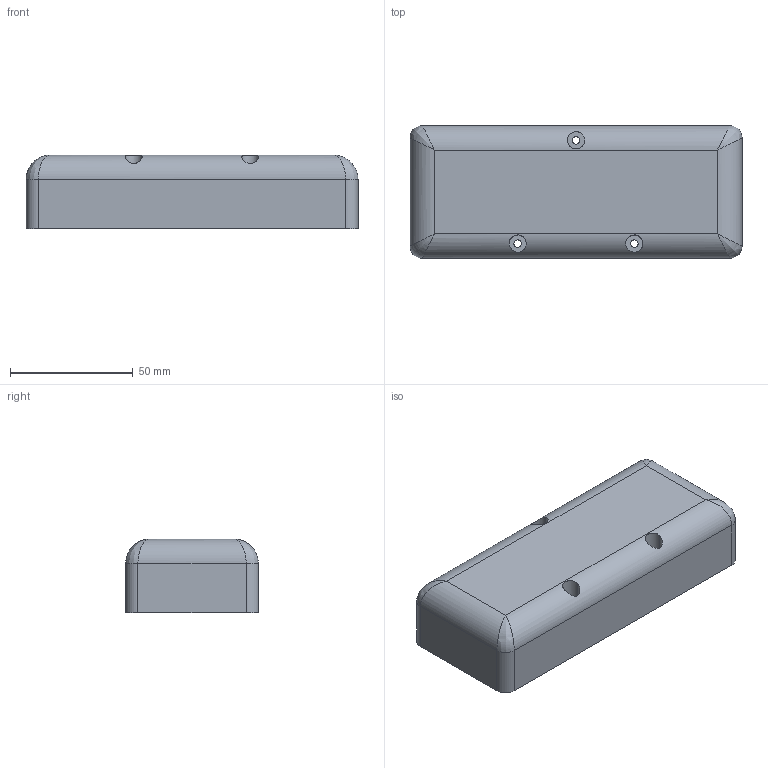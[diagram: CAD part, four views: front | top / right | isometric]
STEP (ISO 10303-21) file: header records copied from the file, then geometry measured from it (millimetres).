
FILE_DESCRIPTION(/* description */ (''),/* implementation_level */ '2;1');
FILE_NAME(/* name */ '前后外壳.stp',/* time_stamp */ '2025-09-17T17:56:54+08:00',/* author */ (''),/* organization */ (''),/* preprocessor_version */ 'ST-DEVELOPER v16.7',/* originating_system */ 'SIEMENS PLM Software NX 12.0',/* authorisation */ '');
FILE_SCHEMA (('AUTOMOTIVE_DESIGN { 1 0 10303 214 3 1 1 1 }'));
Length unit declared in the file: millimetre
Products named in the file (1): 前后外壳
Bounding box: 135 x 54 x 30 mm (x, y, z)
Volume: 61938.6 mm3; surface area: 42219.1 mm2
Topology: 1 solids, 1 shells, 78 faces, 194 edges, 116 vertices
Faces by surface type: cylinder 49, plane 21, bspline 4, sphere 4
Entity records: 2825 total; most frequent: CARTESIAN_POINT 1000, DIRECTION 374, ORIENTED_EDGE 372, EDGE_CURVE 186, AXIS2_PLACEMENT_3D 143, VERTEX_POINT 116, EDGE_LOOP 90, LINE 88
